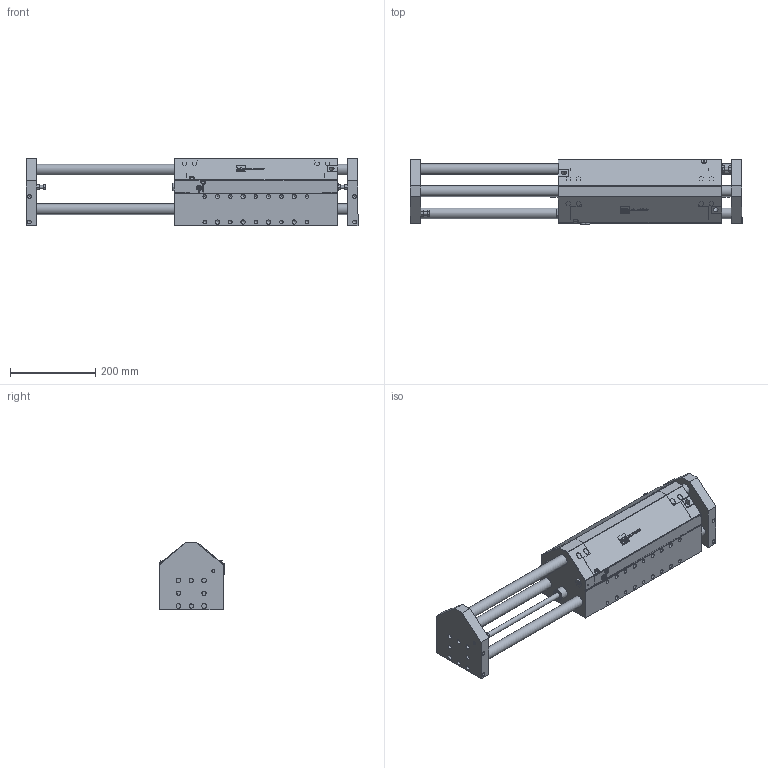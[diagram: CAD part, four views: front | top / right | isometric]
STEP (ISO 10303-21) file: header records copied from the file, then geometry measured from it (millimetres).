
FILE_DESCRIPTION((''),'2;1');
FILE_NAME('MSL5-300-3F.stp','2012-10-01T15:33:02',('hartung_david'),(''),'Autodesk Inventor 2012','Autodesk Inventor 2012','');
FILE_SCHEMA(('AUTOMOTIVE_DESIGN { 1 0 10303 214 1 1 1 1 }'));
Length unit declared in the file: millimetre
Products named in the file (3): MSL5-300-3F; MSL5-300-3F-010; MSL5-300-3F-020
Assembly tree (2 placements, depth 2):
  MSL5-300-3F
    MSL5-300-3F-010
    MSL5-300-3F-020
Bounding box: 780 x 153.52 x 159 mm (x, y, z)
Volume: 9207129.2 mm3; surface area: 904829.4 mm2
Topology: 2 solids, 43 shells, 1243 faces, 3172 edges, 2081 vertices
Faces by surface type: plane 595, bspline 275, cylinder 233, cone 136, torus 4
Full cylindrical faces by diameter (mm): 3.242 x2, 3.7 x2, 4 x2, 4.917 x2, 6.5 x2, 6.917 x4, 7 x2, 8 x4, 8.376 x30, 8.5 x2, 8.8 x2, 8.917 x12, 9.5 x2, 10 x32, 10.8 x2, 11 x18, 11.4 x2, 11.445 x2, 11.5 x2, 12 x6, 13.6 x2, 14 x2, 15 x2, 17.4 x2, 18 x4, 19 x4, 20 x2, 23.376 x2, 25 x10, 25.05 x2
Entity records: 38487 total; most frequent: CARTESIAN_POINT 10495, ORIENTED_EDGE 5500, DIRECTION 4606, EDGE_CURVE 2750, VERTEX_POINT 1950, EDGE_LOOP 1720, VECTOR 1578, LINE 1578
